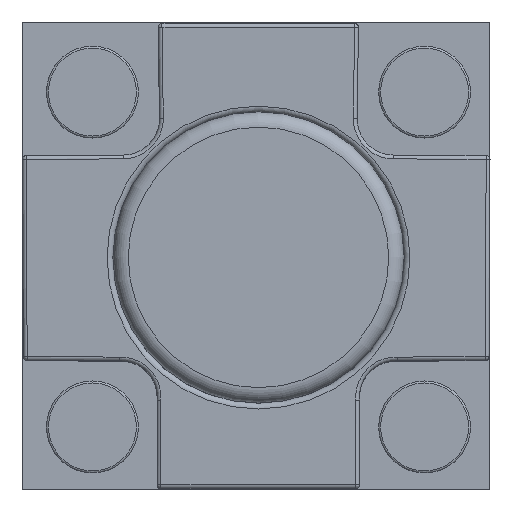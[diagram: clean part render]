
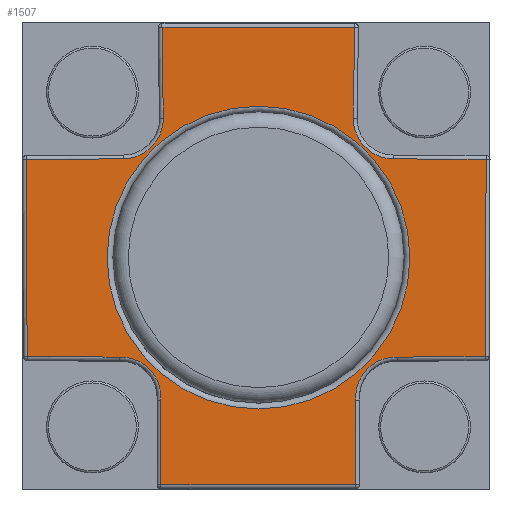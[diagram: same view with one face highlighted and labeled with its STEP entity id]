
A CAD part, top view. The second image highlights one B-rep face of the part: STEP entity #1507.
In plain terms, the highlighted planar face has unit normal (0, 0, 1).
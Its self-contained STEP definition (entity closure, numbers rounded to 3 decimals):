
#23=FACE_BOUND('',#313,.T.);
#63=CIRCLE('',#1662,0.525);
#64=CIRCLE('',#1663,0.525);
#65=CIRCLE('',#1664,0.525);
#66=CIRCLE('',#1665,0.525);
#67=CIRCLE('',#1666,1.976);
#207=FACE_OUTER_BOUND('',#312,.T.);
#312=EDGE_LOOP('',(#1116,#1117,#1118,#1119,#1120,#1121,#1122,#1123,#1124,
#1125,#1126,#1127,#1128,#1129,#1130,#1131));
#313=EDGE_LOOP('',(#1132));
#407=LINE('',#2361,#532);
#412=LINE('',#2381,#537);
#415=LINE('',#2401,#540);
#420=LINE('',#2419,#545);
#441=LINE('',#2486,#566);
#443=LINE('',#2493,#568);
#444=LINE('',#2498,#569);
#445=LINE('',#2500,#570);
#446=LINE('',#2502,#571);
#447=LINE('',#2506,#572);
#448=LINE('',#2508,#573);
#449=LINE('',#2510,#574);
#532=VECTOR('',#1842,10.);
#537=VECTOR('',#1867,0.05);
#540=VECTOR('',#1874,10.);
#545=VECTOR('',#1891,10.);
#566=VECTOR('',#1952,10.);
#568=VECTOR('',#1960,10.);
#569=VECTOR('',#1965,10.);
#570=VECTOR('',#1966,10.);
#571=VECTOR('',#1967,10.);
#572=VECTOR('',#1970,0.05);
#573=VECTOR('',#1971,10.);
#574=VECTOR('',#1972,10.);
#655=VERTEX_POINT('',#2358);
#656=VERTEX_POINT('',#2360);
#661=VERTEX_POINT('',#2380);
#664=VERTEX_POINT('',#2388);
#670=VERTEX_POINT('',#2416);
#671=VERTEX_POINT('',#2418);
#697=VERTEX_POINT('',#2485);
#699=VERTEX_POINT('',#2491);
#700=VERTEX_POINT('',#2495);
#701=VERTEX_POINT('',#2497);
#702=VERTEX_POINT('',#2499);
#703=VERTEX_POINT('',#2501);
#704=VERTEX_POINT('',#2503);
#705=VERTEX_POINT('',#2505);
#706=VERTEX_POINT('',#2507);
#707=VERTEX_POINT('',#2509);
#708=VERTEX_POINT('',#2513);
#793=EDGE_CURVE('',#655,#656,#407,.T.);
#803=EDGE_CURVE('',#661,#656,#412,.T.);
#808=EDGE_CURVE('',#664,#655,#415,.T.);
#816=EDGE_CURVE('',#670,#671,#420,.T.);
#850=EDGE_CURVE('',#671,#697,#441,.T.);
#854=EDGE_CURVE('',#699,#670,#443,.T.);
#855=EDGE_CURVE('',#700,#664,#63,.T.);
#856=EDGE_CURVE('',#701,#700,#444,.T.);
#857=EDGE_CURVE('',#702,#701,#445,.T.);
#858=EDGE_CURVE('',#703,#702,#446,.T.);
#859=EDGE_CURVE('',#704,#703,#64,.T.);
#860=EDGE_CURVE('',#704,#705,#447,.T.);
#861=EDGE_CURVE('',#706,#705,#448,.T.);
#862=EDGE_CURVE('',#707,#706,#449,.T.);
#863=EDGE_CURVE('',#697,#707,#65,.T.);
#864=EDGE_CURVE('',#661,#699,#66,.T.);
#865=EDGE_CURVE('',#708,#708,#67,.T.);
#1116=ORIENTED_EDGE('',*,*,#793,.F.);
#1117=ORIENTED_EDGE('',*,*,#808,.F.);
#1118=ORIENTED_EDGE('',*,*,#855,.F.);
#1119=ORIENTED_EDGE('',*,*,#856,.F.);
#1120=ORIENTED_EDGE('',*,*,#857,.F.);
#1121=ORIENTED_EDGE('',*,*,#858,.F.);
#1122=ORIENTED_EDGE('',*,*,#859,.F.);
#1123=ORIENTED_EDGE('',*,*,#860,.T.);
#1124=ORIENTED_EDGE('',*,*,#861,.F.);
#1125=ORIENTED_EDGE('',*,*,#862,.F.);
#1126=ORIENTED_EDGE('',*,*,#863,.F.);
#1127=ORIENTED_EDGE('',*,*,#850,.F.);
#1128=ORIENTED_EDGE('',*,*,#816,.F.);
#1129=ORIENTED_EDGE('',*,*,#854,.F.);
#1130=ORIENTED_EDGE('',*,*,#864,.F.);
#1131=ORIENTED_EDGE('',*,*,#803,.T.);
#1132=ORIENTED_EDGE('',*,*,#865,.F.);
#1444=PLANE('',#1661);
#1507=ADVANCED_FACE('',(#207,#23),#1444,.T.);
#1661=AXIS2_PLACEMENT_3D('',#2494,#1961,#1962);
#1662=AXIS2_PLACEMENT_3D('',#2496,#1963,#1964);
#1663=AXIS2_PLACEMENT_3D('',#2504,#1968,#1969);
#1664=AXIS2_PLACEMENT_3D('',#2511,#1973,#1974);
#1665=AXIS2_PLACEMENT_3D('',#2512,#1975,#1976);
#1666=AXIS2_PLACEMENT_3D('',#2514,#1977,#1978);
#1842=DIRECTION('',(-0.005,1.,0.));
#1867=DIRECTION('',(-1.,-0.005,0.));
#1874=DIRECTION('',(-1.,0.004,0.));
#1891=DIRECTION('',(1.,0.,0.));
#1952=DIRECTION('',(-0.014,-1.,0.));
#1960=DIRECTION('',(-0.014,1.,0.));
#1961=DIRECTION('center_axis',(0.,0.,1.));
#1962=DIRECTION('ref_axis',(1.,0.,0.));
#1963=DIRECTION('center_axis',(0.,0.,1.));
#1964=DIRECTION('ref_axis',(0.719,0.695,0.));
#1965=DIRECTION('',(0.,1.,0.));
#1966=DIRECTION('',(-1.,0.,0.));
#1967=DIRECTION('',(0.,-1.,0.));
#1968=DIRECTION('center_axis',(0.,0.,1.));
#1969=DIRECTION('ref_axis',(-0.719,0.695,0.));
#1970=DIRECTION('',(1.,0.004,0.));
#1971=DIRECTION('',(-0.005,-1.,0.));
#1972=DIRECTION('',(1.,-0.005,0.));
#1973=DIRECTION('center_axis',(0.,0.,1.));
#1974=DIRECTION('ref_axis',(-0.714,-0.7,0.));
#1975=DIRECTION('center_axis',(0.,0.,1.));
#1976=DIRECTION('ref_axis',(0.714,-0.7,0.));
#1977=DIRECTION('center_axis',(0.,0.,1.));
#1978=DIRECTION('ref_axis',(1.,0.,0.));
#2358=CARTESIAN_POINT('',(-11.452,-9.106,9.8));
#2360=CARTESIAN_POINT('',(-11.465,-6.531,9.8));
#2361=CARTESIAN_POINT('',(-11.461,-7.154,9.8));
#2380=CARTESIAN_POINT('',(-10.197,-6.525,9.8));
#2381=CARTESIAN_POINT('',(-9.32,-6.52,9.8));
#2388=CARTESIAN_POINT('',(-10.251,-9.111,9.8));
#2401=CARTESIAN_POINT('',(-9.738,-9.113,9.8));
#2416=CARTESIAN_POINT('',(-9.692,-4.808,9.8));
#2418=CARTESIAN_POINT('',(-7.179,-4.808,9.8));
#2419=CARTESIAN_POINT('',(-7.785,-4.808,9.8));
#2485=CARTESIAN_POINT('',(-7.195,-5.993,9.8));
#2486=CARTESIAN_POINT('',(-7.208,-6.911,9.8));
#2491=CARTESIAN_POINT('',(-9.675,-5.993,9.8));
#2493=CARTESIAN_POINT('',(-9.668,-6.539,9.8));
#2494=CARTESIAN_POINT('Origin',(-8.435,-7.811,9.8));
#2495=CARTESIAN_POINT('',(-9.707,-9.673,9.8));
#2496=CARTESIAN_POINT('Origin',(-10.23,-9.635,9.8));
#2497=CARTESIAN_POINT('',(-9.707,-10.777,9.8));
#2498=CARTESIAN_POINT('',(-9.707,-8.741,9.8));
#2499=CARTESIAN_POINT('',(-7.164,-10.777,9.8));
#2500=CARTESIAN_POINT('',(-9.096,-10.777,9.8));
#2501=CARTESIAN_POINT('',(-7.164,-9.673,9.8));
#2502=CARTESIAN_POINT('',(-7.164,-9.092,9.8));
#2503=CARTESIAN_POINT('',(-6.62,-9.111,9.8));
#2504=CARTESIAN_POINT('Origin',(-6.641,-9.635,9.8));
#2505=CARTESIAN_POINT('',(-5.475,-9.106,9.8));
#2506=CARTESIAN_POINT('',(-7.526,-9.114,9.8));
#2507=CARTESIAN_POINT('',(-5.462,-6.531,9.8));
#2508=CARTESIAN_POINT('',(-5.472,-8.493,9.8));
#2509=CARTESIAN_POINT('',(-6.674,-6.525,9.8));
#2510=CARTESIAN_POINT('',(-7.126,-6.522,9.8));
#2511=CARTESIAN_POINT('Origin',(-6.671,-6.,9.8));
#2512=CARTESIAN_POINT('Origin',(-10.2,-6.,9.8));
#2513=CARTESIAN_POINT('',(-6.457,-7.813,9.8));
#2514=CARTESIAN_POINT('Origin',(-8.433,-7.813,9.8));
